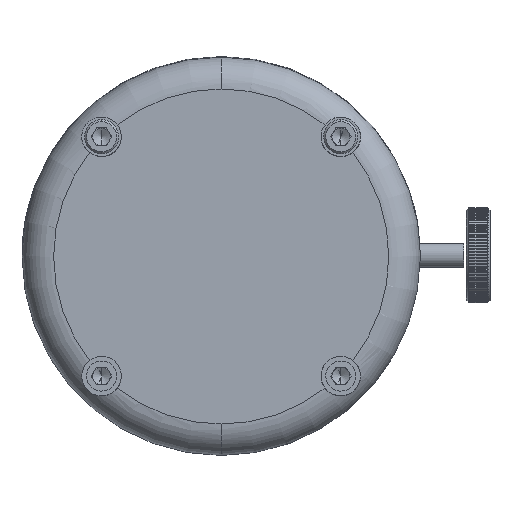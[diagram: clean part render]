
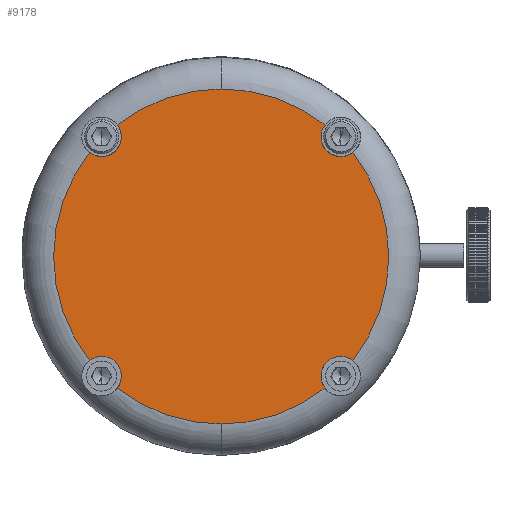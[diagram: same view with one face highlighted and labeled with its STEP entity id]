
A CAD part, front view. The second image highlights one B-rep face of the part: STEP entity #9178.
In plain terms, the highlighted planar face has unit normal (0, -1, -0.005).
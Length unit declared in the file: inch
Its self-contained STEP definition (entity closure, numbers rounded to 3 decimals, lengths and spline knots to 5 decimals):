
#196 = AXIS2_PLACEMENT_3D ( 'NONE', #26080, #26091, #26092 ) ;
#823 = FACE_OUTER_BOUND ( 'NONE', #5417, .T. ) ;
#3708 = CIRCLE ( 'NONE', #3938, 1.325 ) ;
#3723 = CIRCLE ( 'NONE', #3945, 1.325 ) ;
#3726 = CIRCLE ( 'NONE', #3953, 0.15625 ) ;
#3729 = CIRCLE ( 'NONE', #3956, 1.325 ) ;
#3730 = CIRCLE ( 'NONE', #3957, 0.15625 ) ;
#3731 = CIRCLE ( 'NONE', #3959, 0.15625 ) ;
#3732 = CIRCLE ( 'NONE', #3958, 0.15625 ) ;
#3938 = AXIS2_PLACEMENT_3D ( 'NONE', #4884, #4891, #4892 ) ;
#3945 = AXIS2_PLACEMENT_3D ( 'NONE', #4945, #4946, #4947 ) ;
#3953 = AXIS2_PLACEMENT_3D ( 'NONE', #4948, #4955, #4956 ) ;
#3956 = AXIS2_PLACEMENT_3D ( 'NONE', #4957, #4963, #4964 ) ;
#3957 = AXIS2_PLACEMENT_3D ( 'NONE', #4960, #4966, #4967 ) ;
#3958 = AXIS2_PLACEMENT_3D ( 'NONE', #4968, #4986, #4987 ) ;
#3959 = AXIS2_PLACEMENT_3D ( 'NONE', #4982, #4983, #4984 ) ;
#4648 = CARTESIAN_POINT ( 'NONE',  ( -0.946, -6.81526, -0.46488 ) ) ;
#4650 = CARTESIAN_POINT ( 'NONE',  ( -1.0399, -6.81509, -0.49624 ) ) ;
#4660 = CARTESIAN_POINT ( 'NONE',  ( -0.946, -6.82386, 1.1146 ) ) ;
#4667 = CARTESIAN_POINT ( 'NONE',  ( 0.946, -6.81526, -0.46488 ) ) ;
#4676 = CARTESIAN_POINT ( 'NONE',  ( -1.0399, -6.82403, 1.14596 ) ) ;
#4884 = CARTESIAN_POINT ( 'NONE',  ( 0., -6.81956, 0.32486 ) ) ;
#4891 = DIRECTION ( 'NONE',  ( 0., -1., -0.005 ) ) ;
#4892 = DIRECTION ( 'NONE',  ( 0., 0.005, -1. ) ) ;
#4945 = CARTESIAN_POINT ( 'NONE',  ( 0., -6.81956, 0.32486 ) ) ;
#4946 = DIRECTION ( 'NONE',  ( 0., -1., -0.005 ) ) ;
#4947 = DIRECTION ( 'NONE',  ( 0., 0.005, -1. ) ) ;
#4948 = CARTESIAN_POINT ( 'NONE',  ( -0.946, -6.82471, 1.27085 ) ) ;
#4955 = DIRECTION ( 'NONE',  ( 0., -1., -0.005 ) ) ;
#4956 = DIRECTION ( 'NONE',  ( 0., 0.005, -1. ) ) ;
#4957 = CARTESIAN_POINT ( 'NONE',  ( 0., -6.81956, 0.32486 ) ) ;
#4960 = CARTESIAN_POINT ( 'NONE',  ( 0.946, -6.82471, 1.27085 ) ) ;
#4963 = DIRECTION ( 'NONE',  ( 0., -1., -0.005 ) ) ;
#4964 = DIRECTION ( 'NONE',  ( 0., 0.005, -1. ) ) ;
#4966 = DIRECTION ( 'NONE',  ( 0., -1., -0.005 ) ) ;
#4967 = DIRECTION ( 'NONE',  ( 0., 0.005, -1. ) ) ;
#4968 = CARTESIAN_POINT ( 'NONE',  ( 0.946, -6.81441, -0.62113 ) ) ;
#4982 = CARTESIAN_POINT ( 'NONE',  ( -0.946, -6.81441, -0.62113 ) ) ;
#4983 = DIRECTION ( 'NONE',  ( 0., -1., -0.005 ) ) ;
#4984 = DIRECTION ( 'NONE',  ( 0., 0.005, -1. ) ) ;
#4986 = DIRECTION ( 'NONE',  ( 0., -1., -0.005 ) ) ;
#4987 = DIRECTION ( 'NONE',  ( 0., 0.005, -1. ) ) ;
#5417 = EDGE_LOOP ( 'NONE', ( #10174, #10175, #10176, #10177, #10178, #10179, #10180, #10181, #10182, #10183, #10184, #10185, #10186, #10187 ) ) ;
#7606 = CARTESIAN_POINT ( 'NONE',  ( 0.82111, -6.8139, -0.71503 ) ) ;
#7638 = CARTESIAN_POINT ( 'NONE',  ( 0.82111, -6.82522, 1.36475 ) ) ;
#7640 = CARTESIAN_POINT ( 'NONE',  ( 0., -6.82677, 1.64984 ) ) ;
#7650 = CARTESIAN_POINT ( 'NONE',  ( 0., -6.81235, -1.00012 ) ) ;
#7651 = CARTESIAN_POINT ( 'NONE',  ( 1.0399, -6.82403, 1.14596 ) ) ;
#7653 = CARTESIAN_POINT ( 'NONE',  ( 0.946, -6.82386, 1.1146 ) ) ;
#7654 = CARTESIAN_POINT ( 'NONE',  ( 1.0399, -6.81509, -0.49624 ) ) ;
#8487 = VERTEX_POINT ( 'NONE', #16873 ) ;
#8505 = VERTEX_POINT ( 'NONE', #16891 ) ;
#8639 = EDGE_CURVE ( 'NONE', #26920, #26934, #15998, .T. ) ;
#8641 = EDGE_CURVE ( 'NONE', #26920, #26922, #16001, .T. ) ;
#8649 = EDGE_CURVE ( 'NONE', #26935, #26933, #16007, .T. ) ;
#8650 = EDGE_CURVE ( 'NONE', #26932, #26888, #16009, .T. ) ;
#8654 = EDGE_CURVE ( 'NONE', #12475, #12477, #16013, .T. ) ;
#8657 = EDGE_CURVE ( 'NONE', #12503, #12487, #16017, .T. ) ;
#8659 = EDGE_CURVE ( 'NONE', #12494, #26888, #16020, .T. ) ;
#9178 = ADVANCED_FACE ( 'NONE', ( #823 ), #26081, .T. ) ;
#10174 = ORIENTED_EDGE ( 'NONE', *, *, #8657, .F. ) ;
#10175 = ORIENTED_EDGE ( 'NONE', *, *, #12807, .T. ) ;
#10176 = ORIENTED_EDGE ( 'NONE', *, *, #8654, .F. ) ;
#10177 = ORIENTED_EDGE ( 'NONE', *, *, #12816, .F. ) ;
#10178 = ORIENTED_EDGE ( 'NONE', *, *, #12792, .T. ) ;
#10179 = ORIENTED_EDGE ( 'NONE', *, *, #8650, .T. ) ;
#10180 = ORIENTED_EDGE ( 'NONE', *, *, #8659, .F. ) ;
#10181 = ORIENTED_EDGE ( 'NONE', *, *, #12817, .F. ) ;
#10182 = ORIENTED_EDGE ( 'NONE', *, *, #8649, .T. ) ;
#10183 = ORIENTED_EDGE ( 'NONE', *, *, #12814, .F. ) ;
#10184 = ORIENTED_EDGE ( 'NONE', *, *, #8639, .F. ) ;
#10185 = ORIENTED_EDGE ( 'NONE', *, *, #8641, .T. ) ;
#10186 = ORIENTED_EDGE ( 'NONE', *, *, #12813, .T. ) ;
#10187 = ORIENTED_EDGE ( 'NONE', *, *, #12810, .F. ) ;
#12475 = VERTEX_POINT ( 'NONE', #4648 ) ;
#12477 = VERTEX_POINT ( 'NONE', #4650 ) ;
#12487 = VERTEX_POINT ( 'NONE', #4660 ) ;
#12494 = VERTEX_POINT ( 'NONE', #4667 ) ;
#12503 = VERTEX_POINT ( 'NONE', #4676 ) ;
#12792 = EDGE_CURVE ( 'NONE', #8487, #26932, #3708, .T. ) ;
#12807 = EDGE_CURVE ( 'NONE', #12503, #12477, #3723, .T. ) ;
#12810 = EDGE_CURVE ( 'NONE', #12487, #8505, #3726, .T. ) ;
#12813 = EDGE_CURVE ( 'NONE', #26922, #8505, #3729, .T. ) ;
#12814 = EDGE_CURVE ( 'NONE', #26934, #26933, #3730, .T. ) ;
#12816 = EDGE_CURVE ( 'NONE', #8487, #12475, #3731, .T. ) ;
#12817 = EDGE_CURVE ( 'NONE', #26935, #12494, #3732, .T. ) ;
#14442 = AXIS2_PLACEMENT_3D ( 'NONE', #17164, #17165, #17166 ) ;
#14446 = AXIS2_PLACEMENT_3D ( 'NONE', #17157, #17171, #17172 ) ;
#14447 = AXIS2_PLACEMENT_3D ( 'NONE', #17325, #17327, #17328 ) ;
#14448 = AXIS2_PLACEMENT_3D ( 'NONE', #17240, #17276, #17277 ) ;
#14450 = AXIS2_PLACEMENT_3D ( 'NONE', #17222, #17273, #17274 ) ;
#14452 = AXIS2_PLACEMENT_3D ( 'NONE', #17313, #17314, #17315 ) ;
#14454 = AXIS2_PLACEMENT_3D ( 'NONE', #17275, #17320, #17321 ) ;
#15998 = CIRCLE ( 'NONE', #14442, 0.15625 ) ;
#16001 = CIRCLE ( 'NONE', #14446, 1.325 ) ;
#16007 = CIRCLE ( 'NONE', #14450, 1.325 ) ;
#16009 = CIRCLE ( 'NONE', #14448, 1.325 ) ;
#16013 = CIRCLE ( 'NONE', #14452, 0.15625 ) ;
#16017 = CIRCLE ( 'NONE', #14454, 0.15625 ) ;
#16020 = CIRCLE ( 'NONE', #14447, 0.15625 ) ;
#16873 = CARTESIAN_POINT ( 'NONE',  ( -0.82111, -6.8139, -0.71503 ) ) ;
#16891 = CARTESIAN_POINT ( 'NONE',  ( -0.82111, -6.82522, 1.36475 ) ) ;
#17157 = CARTESIAN_POINT ( 'NONE',  ( 0., -6.81956, 0.32486 ) ) ;
#17164 = CARTESIAN_POINT ( 'NONE',  ( 0.946, -6.82471, 1.27085 ) ) ;
#17165 = DIRECTION ( 'NONE',  ( 0., -1., -0.005 ) ) ;
#17166 = DIRECTION ( 'NONE',  ( 0., 0.005, -1. ) ) ;
#17171 = DIRECTION ( 'NONE',  ( 0., -1., -0.005 ) ) ;
#17172 = DIRECTION ( 'NONE',  ( 0., 0.005, -1. ) ) ;
#17222 = CARTESIAN_POINT ( 'NONE',  ( 0., -6.81956, 0.32486 ) ) ;
#17240 = CARTESIAN_POINT ( 'NONE',  ( 0., -6.81956, 0.32486 ) ) ;
#17273 = DIRECTION ( 'NONE',  ( 0., -1., -0.005 ) ) ;
#17274 = DIRECTION ( 'NONE',  ( 0., 0.005, -1. ) ) ;
#17275 = CARTESIAN_POINT ( 'NONE',  ( -0.946, -6.82471, 1.27085 ) ) ;
#17276 = DIRECTION ( 'NONE',  ( 0., -1., -0.005 ) ) ;
#17277 = DIRECTION ( 'NONE',  ( 0., 0.005, -1. ) ) ;
#17313 = CARTESIAN_POINT ( 'NONE',  ( -0.946, -6.81441, -0.62113 ) ) ;
#17314 = DIRECTION ( 'NONE',  ( 0., -1., -0.005 ) ) ;
#17315 = DIRECTION ( 'NONE',  ( 0., 0.005, -1. ) ) ;
#17320 = DIRECTION ( 'NONE',  ( 0., -1., -0.005 ) ) ;
#17321 = DIRECTION ( 'NONE',  ( 0., 0.005, -1. ) ) ;
#17325 = CARTESIAN_POINT ( 'NONE',  ( 0.946, -6.81441, -0.62113 ) ) ;
#17327 = DIRECTION ( 'NONE',  ( 0., -1., -0.005 ) ) ;
#17328 = DIRECTION ( 'NONE',  ( 0., 0.005, -1. ) ) ;
#26080 = CARTESIAN_POINT ( 'NONE',  ( 0., -6.81956, 0.32486 ) ) ;
#26081 = PLANE ( 'NONE',  #196 ) ;
#26091 = DIRECTION ( 'NONE',  ( 0., -1., -0.005 ) ) ;
#26092 = DIRECTION ( 'NONE',  ( 0., 0.005, -1. ) ) ;
#26888 = VERTEX_POINT ( 'NONE', #7606 ) ;
#26920 = VERTEX_POINT ( 'NONE', #7638 ) ;
#26922 = VERTEX_POINT ( 'NONE', #7640 ) ;
#26932 = VERTEX_POINT ( 'NONE', #7650 ) ;
#26933 = VERTEX_POINT ( 'NONE', #7651 ) ;
#26934 = VERTEX_POINT ( 'NONE', #7653 ) ;
#26935 = VERTEX_POINT ( 'NONE', #7654 ) ;
